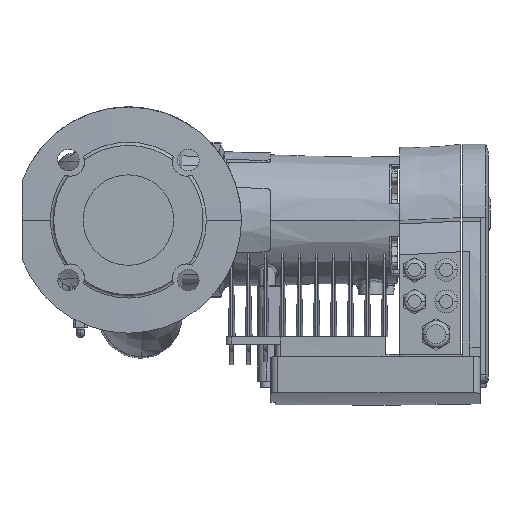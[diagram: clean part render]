
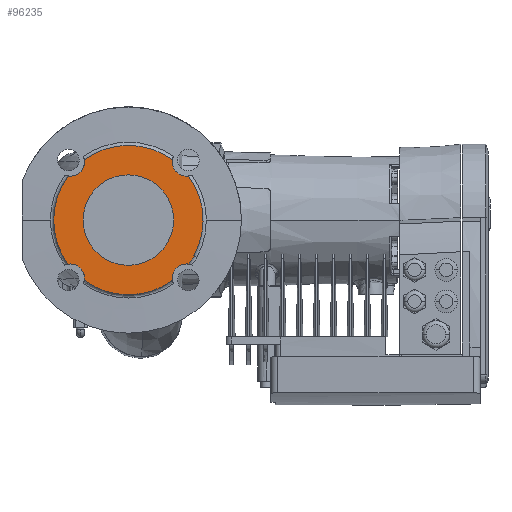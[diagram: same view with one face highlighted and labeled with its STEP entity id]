
A CAD part, front view. The second image highlights one B-rep face of the part: STEP entity #96235.
In plain terms, the highlighted planar face has unit normal (0, -1, 0).
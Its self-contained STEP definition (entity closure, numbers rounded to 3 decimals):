
#7481 = CARTESIAN_POINT ( 'NONE',  ( -29.4, -180., 0. ) ) ;
#7483 = DIRECTION ( 'NONE',  ( 0., -1., 0. ) ) ;
#7484 = DIRECTION ( 'NONE',  ( -1., 0., 0. ) ) ;
#7607 = CARTESIAN_POINT ( 'NONE',  ( 21.865, -180., 51.265 ) ) ;
#7608 = DIRECTION ( 'NONE',  ( 0., 1., 0. ) ) ;
#7610 = DIRECTION ( 'NONE',  ( 1., 0., 0. ) ) ;
#7766 = CARTESIAN_POINT ( 'NONE',  ( -80.665, -180., -51.265 ) ) ;
#7767 = DIRECTION ( 'NONE',  ( 0., 1., 0. ) ) ;
#7769 = DIRECTION ( 'NONE',  ( 1., 0., 0. ) ) ;
#8000 = CARTESIAN_POINT ( 'NONE',  ( -29.4, -180., 0. ) ) ;
#8002 = DIRECTION ( 'NONE',  ( 0., -1., 0. ) ) ;
#8003 = DIRECTION ( 'NONE',  ( -1., 0., 0. ) ) ;
#8430 = CARTESIAN_POINT ( 'NONE',  ( -80.665, -180., -51.265 ) ) ;
#8431 = DIRECTION ( 'NONE',  ( 0., 1., 0. ) ) ;
#8432 = DIRECTION ( 'NONE',  ( 1., 0., 0. ) ) ;
#8436 = CARTESIAN_POINT ( 'NONE',  ( -80.665, -180., 51.265 ) ) ;
#8437 = DIRECTION ( 'NONE',  ( 0., 1., 0. ) ) ;
#8438 = DIRECTION ( 'NONE',  ( 1., 0., 0. ) ) ;
#8709 = CARTESIAN_POINT ( 'NONE',  ( -29.4, -180., 0. ) ) ;
#8711 = DIRECTION ( 'NONE',  ( 0., -1., 0. ) ) ;
#8713 = DIRECTION ( 'NONE',  ( -1., 0., 0. ) ) ;
#11954 = ORIENTED_EDGE ( 'NONE', *, *, #94057, .F. ) ;
#11956 = ORIENTED_EDGE ( 'NONE', *, *, #93653, .F. ) ;
#11959 = ORIENTED_EDGE ( 'NONE', *, *, #94132, .T. ) ;
#11962 = ORIENTED_EDGE ( 'NONE', *, *, #94100, .T. ) ;
#11966 = ORIENTED_EDGE ( 'NONE', *, *, #94211, .T. ) ;
#11968 = ORIENTED_EDGE ( 'NONE', *, *, #93948, .T. ) ;
#11971 = ORIENTED_EDGE ( 'NONE', *, *, #93433, .T. ) ;
#11974 = ORIENTED_EDGE ( 'NONE', *, *, #93813, .T. ) ;
#11975 = ORIENTED_EDGE ( 'NONE', *, *, #93209, .T. ) ;
#11976 = ORIENTED_EDGE ( 'NONE', *, *, #93709, .T. ) ;
#11980 = ORIENTED_EDGE ( 'NONE', *, *, #94072, .T. ) ;
#11982 = ORIENTED_EDGE ( 'NONE', *, *, #94248, .T. ) ;
#11984 = ORIENTED_EDGE ( 'NONE', *, *, #93966, .T. ) ;
#11986 = ORIENTED_EDGE ( 'NONE', *, *, #94213, .T. ) ;
#17623 = CARTESIAN_POINT ( 'NONE',  ( -29.4, -180., 0. ) ) ;
#17624 = DIRECTION ( 'NONE',  ( 0., -1., 0. ) ) ;
#17625 = DIRECTION ( 'NONE',  ( -1., 0., 0. ) ) ;
#17679 = CARTESIAN_POINT ( 'NONE',  ( -80.665, -180., 51.265 ) ) ;
#17680 = DIRECTION ( 'NONE',  ( 0., 1., 0. ) ) ;
#17681 = DIRECTION ( 'NONE',  ( 1., 0., 0. ) ) ;
#23414 = CARTESIAN_POINT ( 'NONE',  ( -29.4, -180., 0. ) ) ;
#23417 = DIRECTION ( 'NONE',  ( 0., -1., 0. ) ) ;
#23419 = DIRECTION ( 'NONE',  ( -1., 0., 0. ) ) ;
#24224 = CARTESIAN_POINT ( 'NONE',  ( -29.4, -180., 0. ) ) ;
#24227 = DIRECTION ( 'NONE',  ( 0., -1., 0. ) ) ;
#24229 = DIRECTION ( 'NONE',  ( -1., 0., 0. ) ) ;
#25848 = CARTESIAN_POINT ( 'NONE',  ( 21.865, -180., -51.265 ) ) ;
#25850 = DIRECTION ( 'NONE',  ( 0., 1., 0. ) ) ;
#25851 = DIRECTION ( 'NONE',  ( 0., 0., 1. ) ) ;
#29921 = CARTESIAN_POINT ( 'NONE',  ( 23.895, -180., -38.931 ) ) ;
#29923 = CARTESIAN_POINT ( 'NONE',  ( 28.52, -180., -31.642 ) ) ;
#29986 = CARTESIAN_POINT ( 'NONE',  ( -68.165, -180., -51.265 ) ) ;
#29995 = CARTESIAN_POINT ( 'NONE',  ( -82.695, -180., 38.931 ) ) ;
#30003 = CARTESIAN_POINT ( 'NONE',  ( -68.165, -180., 51.265 ) ) ;
#30025 = CARTESIAN_POINT ( 'NONE',  ( -69.4, -180., 0. ) ) ;
#30097 = CARTESIAN_POINT ( 'NONE',  ( -68.331, -180., 53.295 ) ) ;
#30102 = CARTESIAN_POINT ( 'NONE',  ( 9.531, -180., 53.295 ) ) ;
#30110 = CARTESIAN_POINT ( 'NONE',  ( 9.531, -180., -53.295 ) ) ;
#30120 = CARTESIAN_POINT ( 'NONE',  ( -82.695, -180., -38.931 ) ) ;
#30122 = CARTESIAN_POINT ( 'NONE',  ( 23.895, -180., 38.931 ) ) ;
#30300 = CARTESIAN_POINT ( 'NONE',  ( -68.331, -180., -53.295 ) ) ;
#30411 = CARTESIAN_POINT ( 'NONE',  ( 21.865, -180., -38.765 ) ) ;
#30476 = CARTESIAN_POINT ( 'NONE',  ( 10.6, -180., 0. ) ) ;
#35854 = EDGE_LOOP ( 'NONE', ( #11954, #11956 ) ) ;
#35900 = EDGE_LOOP ( 'NONE', ( #11959, #11962, #11966, #11968, #11971, #11974, #11975, #11976, #11980, #11982, #11984, #11986 ) ) ;
#47643 = AXIS2_PLACEMENT_3D ( 'NONE', #52161, #52162, #52163 ) ;
#52149 = PLANE ( 'NONE',  #47643 ) ;
#52151 = FACE_BOUND ( 'NONE', #35854, .T. ) ;
#52153 = FACE_OUTER_BOUND ( 'NONE', #35900, .T. ) ;
#52161 = CARTESIAN_POINT ( 'NONE',  ( -5.75, -180., 0. ) ) ;
#52162 = DIRECTION ( 'NONE',  ( 0., 1., 0. ) ) ;
#52163 = DIRECTION ( 'NONE',  ( 1., 0., 0. ) ) ;
#59374 = AXIS2_PLACEMENT_3D ( 'NONE', #8709, #8711, #8713 ) ;
#59406 = CIRCLE ( 'NONE', #59374, 66. ) ;
#59409 = AXIS2_PLACEMENT_3D ( 'NONE', #8436, #8437, #8438 ) ;
#59417 = CIRCLE ( 'NONE', #59409, 12.5 ) ;
#59420 = AXIS2_PLACEMENT_3D ( 'NONE', #8430, #8431, #8432 ) ;
#59439 = CIRCLE ( 'NONE', #59420, 12.5 ) ;
#59559 = AXIS2_PLACEMENT_3D ( 'NONE', #8000, #8002, #8003 ) ;
#59563 = CIRCLE ( 'NONE', #59559, 66. ) ;
#59622 = AXIS2_PLACEMENT_3D ( 'NONE', #7766, #7767, #7769 ) ;
#59631 = CIRCLE ( 'NONE', #59622, 12.5 ) ;
#59672 = AXIS2_PLACEMENT_3D ( 'NONE', #7607, #7608, #7610 ) ;
#59675 = CIRCLE ( 'NONE', #59672, 12.5 ) ;
#59695 = AXIS2_PLACEMENT_3D ( 'NONE', #7481, #7483, #7484 ) ;
#59697 = CIRCLE ( 'NONE', #59695, 40. ) ;
#59747 = AXIS2_PLACEMENT_3D ( 'NONE', #17679, #17680, #17681 ) ;
#59756 = AXIS2_PLACEMENT_3D ( 'NONE', #17623, #17624, #17625 ) ;
#59762 = CIRCLE ( 'NONE', #59747, 12.5 ) ;
#59779 = CIRCLE ( 'NONE', #59756, 66. ) ;
#59878 = AXIS2_PLACEMENT_3D ( 'NONE', #25848, #25850, #25851 ) ;
#59886 = CIRCLE ( 'NONE', #59878, 12.5 ) ;
#59946 = AXIS2_PLACEMENT_3D ( 'NONE', #24224, #24227, #24229 ) ;
#59948 = CIRCLE ( 'NONE', #59946, 66. ) ;
#59989 = AXIS2_PLACEMENT_3D ( 'NONE', #23414, #23417, #23419 ) ;
#59995 = CIRCLE ( 'NONE', #59989, 40. ) ;
#60232 = AXIS2_PLACEMENT_3D ( 'NONE', #61086, #61087, #61088 ) ;
#60247 = CIRCLE ( 'NONE', #60232, 12.5 ) ;
#60412 = CARTESIAN_POINT ( 'NONE',  ( -29.4, -180., 0. ) ) ;
#60414 = DIRECTION ( 'NONE',  ( 0., -1., 0. ) ) ;
#60416 = DIRECTION ( 'NONE',  ( -1., 0., 0. ) ) ;
#60422 = AXIS2_PLACEMENT_3D ( 'NONE', #60412, #60414, #60416 ) ;
#60424 = CIRCLE ( 'NONE', #60422, 66. ) ;
#61086 = CARTESIAN_POINT ( 'NONE',  ( 21.865, -180., -51.265 ) ) ;
#61087 = DIRECTION ( 'NONE',  ( 0., 1., 0. ) ) ;
#61088 = DIRECTION ( 'NONE',  ( 0., 0., 1. ) ) ;
#93209 = EDGE_CURVE ( 'NONE', #101120, #101122, #60424, .T. ) ;
#93433 = EDGE_CURVE ( 'NONE', #104846, #105024, #60247, .T. ) ;
#93653 = EDGE_CURVE ( 'NONE', #105060, #101229, #59995, .T. ) ;
#93709 = EDGE_CURVE ( 'NONE', #101122, #104858, #59948, .T. ) ;
#93813 = EDGE_CURVE ( 'NONE', #105024, #101120, #59886, .T. ) ;
#93948 = EDGE_CURVE ( 'NONE', #104964, #104846, #59779, .T. ) ;
#93966 = EDGE_CURVE ( 'NONE', #104833, #101209, #59762, .T. ) ;
#94057 = EDGE_CURVE ( 'NONE', #101229, #105060, #59697, .T. ) ;
#94072 = EDGE_CURVE ( 'NONE', #104858, #104838, #59675, .T. ) ;
#94100 = EDGE_CURVE ( 'NONE', #104856, #101191, #59631, .T. ) ;
#94132 = EDGE_CURVE ( 'NONE', #101200, #104856, #59563, .T. ) ;
#94211 = EDGE_CURVE ( 'NONE', #101191, #104964, #59439, .T. ) ;
#94213 = EDGE_CURVE ( 'NONE', #101209, #101200, #59417, .T. ) ;
#94248 = EDGE_CURVE ( 'NONE', #104838, #104833, #59406, .T. ) ;
#96235 = ADVANCED_FACE ( 'NONE', ( #52151, #52153 ), #52149, .F. ) ;
#101120 = VERTEX_POINT ( 'NONE', #29921 ) ;
#101122 = VERTEX_POINT ( 'NONE', #29923 ) ;
#101191 = VERTEX_POINT ( 'NONE', #29986 ) ;
#101200 = VERTEX_POINT ( 'NONE', #29995 ) ;
#101209 = VERTEX_POINT ( 'NONE', #30003 ) ;
#101229 = VERTEX_POINT ( 'NONE', #30025 ) ;
#104833 = VERTEX_POINT ( 'NONE', #30097 ) ;
#104838 = VERTEX_POINT ( 'NONE', #30102 ) ;
#104846 = VERTEX_POINT ( 'NONE', #30110 ) ;
#104856 = VERTEX_POINT ( 'NONE', #30120 ) ;
#104858 = VERTEX_POINT ( 'NONE', #30122 ) ;
#104964 = VERTEX_POINT ( 'NONE', #30300 ) ;
#105024 = VERTEX_POINT ( 'NONE', #30411 ) ;
#105060 = VERTEX_POINT ( 'NONE', #30476 ) ;
